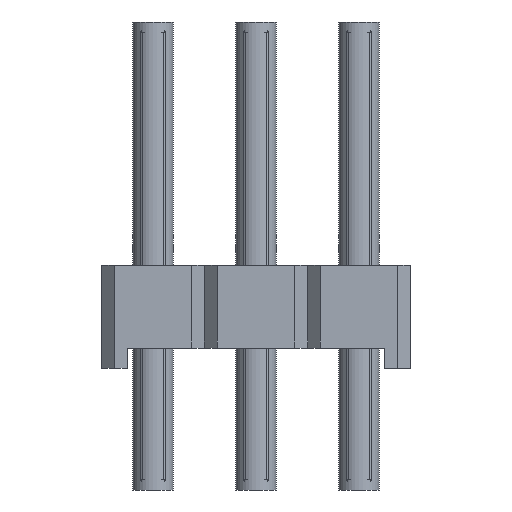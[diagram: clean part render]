
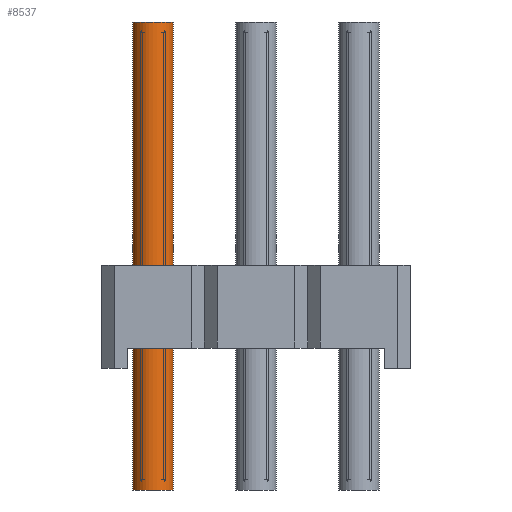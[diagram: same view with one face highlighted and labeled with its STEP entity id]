
A CAD part, left-side view. The second image highlights one B-rep face of the part: STEP entity #8537.
In plain terms, the highlighted cylindrical face has radius 0.5 mm (diameter 1 mm), a full revolution.
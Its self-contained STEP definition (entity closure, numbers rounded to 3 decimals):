
#179=CIRCLE('',#9018,0.5);
#180=CIRCLE('',#9019,0.5);
#504=CYLINDRICAL_SURFACE('',#9017,0.5);
#773=ORIENTED_EDGE('',*,*,#3271,.F.);
#774=ORIENTED_EDGE('',*,*,#3272,.T.);
#3271=EDGE_CURVE('',#4529,#4529,#179,.T.);
#3272=EDGE_CURVE('',#4530,#4530,#180,.T.);
#4529=VERTEX_POINT('',#12427);
#4530=VERTEX_POINT('',#12429);
#7253=EDGE_LOOP('',(#773));
#7254=EDGE_LOOP('',(#774));
#7761=FACE_BOUND('',#7253,.T.);
#7762=FACE_BOUND('',#7254,.T.);
#8537=ADVANCED_FACE('',(#7761,#7762),#504,.F.);
#9017=AXIS2_PLACEMENT_3D('',#12425,#9884,#9885);
#9018=AXIS2_PLACEMENT_3D('',#12426,#9886,#9887);
#9019=AXIS2_PLACEMENT_3D('',#12428,#9888,#9889);
#9884=DIRECTION('',(0.,0.,1.));
#9885=DIRECTION('',(1.,0.,0.));
#9886=DIRECTION('',(0.,0.,-1.));
#9887=DIRECTION('',(1.,0.,0.));
#9888=DIRECTION('',(0.,0.,-1.));
#9889=DIRECTION('',(1.,0.,0.));
#12425=CARTESIAN_POINT('',(0.,0.,0.));
#12426=CARTESIAN_POINT('',(0.,0.,11.54));
#12427=CARTESIAN_POINT('',(0.5,0.,11.54));
#12428=CARTESIAN_POINT('',(0.,0.,0.));
#12429=CARTESIAN_POINT('',(0.5,0.,0.));
